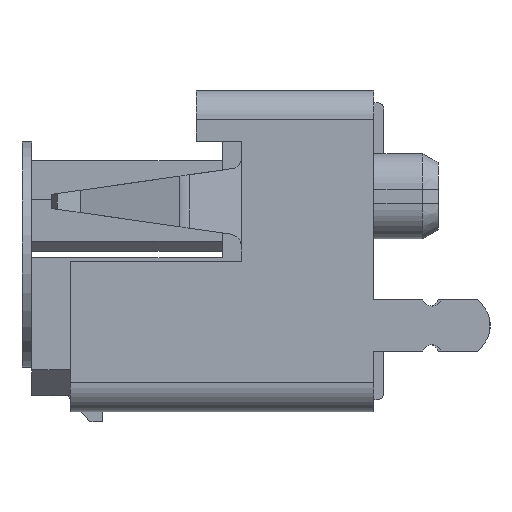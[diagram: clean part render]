
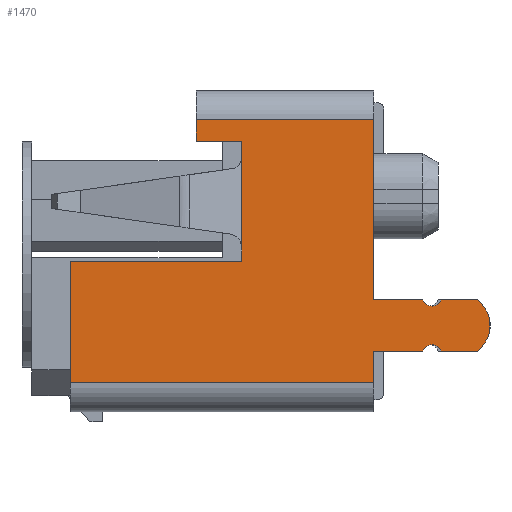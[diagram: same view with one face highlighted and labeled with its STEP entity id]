
A CAD part, left-side view. The second image highlights one B-rep face of the part: STEP entity #1470.
In plain terms, the highlighted planar face has unit normal (-1, 0, 0).
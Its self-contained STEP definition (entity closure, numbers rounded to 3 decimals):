
#1470 = ADVANCED_FACE( '', ( #3544 ), #3545, .F. );
#3544 = FACE_OUTER_BOUND( '', #6235, .T. );
#3545 = PLANE( '', #6236 );
#6235 = EDGE_LOOP( '', ( #10618, #10619, #10620, #10621, #10622, #10623, #10624, #10625, #10626, #10627, #10628, #10629, #10630, #10631, #10632, #10633, #10634, #10635 ) );
#6236 = AXIS2_PLACEMENT_3D( '', #10636, #10637, #10638 );
#10618 = ORIENTED_EDGE( '', *, *, #18480, .F. );
#10619 = ORIENTED_EDGE( '', *, *, #18481, .T. );
#10620 = ORIENTED_EDGE( '', *, *, #18257, .T. );
#10621 = ORIENTED_EDGE( '', *, *, #18482, .T. );
#10622 = ORIENTED_EDGE( '', *, *, #18483, .T. );
#10623 = ORIENTED_EDGE( '', *, *, #18484, .T. );
#10624 = ORIENTED_EDGE( '', *, *, #18485, .F. );
#10625 = ORIENTED_EDGE( '', *, *, #18143, .T. );
#10626 = ORIENTED_EDGE( '', *, *, #17574, .T. );
#10627 = ORIENTED_EDGE( '', *, *, #18486, .F. );
#10628 = ORIENTED_EDGE( '', *, *, #18487, .T. );
#10629 = ORIENTED_EDGE( '', *, *, #18488, .F. );
#10630 = ORIENTED_EDGE( '', *, *, #18489, .F. );
#10631 = ORIENTED_EDGE( '', *, *, #18490, .F. );
#10632 = ORIENTED_EDGE( '', *, *, #18491, .T. );
#10633 = ORIENTED_EDGE( '', *, *, #18492, .F. );
#10634 = ORIENTED_EDGE( '', *, *, #17570, .T. );
#10635 = ORIENTED_EDGE( '', *, *, #18356, .F. );
#10636 = CARTESIAN_POINT( '', ( -5.075, 4.7, -2.04 ) );
#10637 = DIRECTION( '', ( 1., 0., 0. ) );
#10638 = DIRECTION( '', ( 0., 0., -1. ) );
#17570 = EDGE_CURVE( '', #21575, #21573, #21576, .T. );
#17574 = EDGE_CURVE( '', #21583, #21581, #21584, .T. );
#18143 = EDGE_CURVE( '', #22540, #21583, #22541, .T. );
#18257 = EDGE_CURVE( '', #22719, #22716, #22720, .T. );
#18356 = EDGE_CURVE( '', #22868, #21573, #22871, .T. );
#18480 = EDGE_CURVE( '', #23076, #22868, #23077, .T. );
#18481 = EDGE_CURVE( '', #23076, #22719, #23078, .T. );
#18482 = EDGE_CURVE( '', #22716, #23079, #23080, .T. );
#18483 = EDGE_CURVE( '', #23079, #23081, #23082, .T. );
#18484 = EDGE_CURVE( '', #23081, #23083, #23084, .T. );
#18485 = EDGE_CURVE( '', #22540, #23083, #23085, .T. );
#18486 = EDGE_CURVE( '', #23086, #21581, #23087, .T. );
#18487 = EDGE_CURVE( '', #23086, #23088, #23089, .T. );
#18488 = EDGE_CURVE( '', #23090, #23088, #23091, .T. );
#18489 = EDGE_CURVE( '', #23092, #23090, #23093, .T. );
#18490 = EDGE_CURVE( '', #23094, #23092, #23095, .T. );
#18491 = EDGE_CURVE( '', #23094, #23096, #23097, .T. );
#18492 = EDGE_CURVE( '', #21575, #23096, #23098, .T. );
#21573 = VERTEX_POINT( '', #27223 );
#21575 = VERTEX_POINT( '', #27225 );
#21576 = LINE( '', #27226, #27227 );
#21581 = VERTEX_POINT( '', #27234 );
#21583 = VERTEX_POINT( '', #27237 );
#21584 = LINE( '', #27238, #27239 );
#22540 = VERTEX_POINT( '', #28608 );
#22541 = LINE( '', #28609, #28610 );
#22716 = VERTEX_POINT( '', #28861 );
#22719 = VERTEX_POINT( '', #28865 );
#22720 = LINE( '', #28866, #28867 );
#22868 = VERTEX_POINT( '', #29085 );
#22871 = LINE( '', #29088, #29089 );
#23076 = VERTEX_POINT( '', #29373 );
#23077 = LINE( '', #29374, #29375 );
#23078 = LINE( '', #29376, #29377 );
#23079 = VERTEX_POINT( '', #29378 );
#23080 = LINE( '', #29379, #29380 );
#23081 = VERTEX_POINT( '', #29381 );
#23082 = LINE( '', #29382, #29383 );
#23083 = VERTEX_POINT( '', #29384 );
#23084 = LINE( '', #29385, #29386 );
#23085 = LINE( '', #29387, #29388 );
#23086 = VERTEX_POINT( '', #29389 );
#23087 = LINE( '', #29390, #29391 );
#23088 = VERTEX_POINT( '', #29392 );
#23089 = CIRCLE( '', #29393, 0.163 );
#23090 = VERTEX_POINT( '', #29394 );
#23091 = LINE( '', #29395, #29396 );
#23092 = VERTEX_POINT( '', #29397 );
#23093 = CIRCLE( '', #29398, 0.5 );
#23094 = VERTEX_POINT( '', #29399 );
#23095 = LINE( '', #29400, #29401 );
#23096 = VERTEX_POINT( '', #29402 );
#23097 = CIRCLE( '', #29403, 0.163 );
#23098 = LINE( '', #29404, #29405 );
#27223 = CARTESIAN_POINT( '', ( -5.075, 0., 2.04 ) );
#27225 = CARTESIAN_POINT( '', ( -5.075, 0., -0.75 ) );
#27226 = CARTESIAN_POINT( '', ( -5.075, 0., -2.04 ) );
#27227 = VECTOR( '', #33866, 1000. );
#27234 = CARTESIAN_POINT( '', ( -5.075, 0., -1.55 ) );
#27237 = CARTESIAN_POINT( '', ( -5.075, 0., -2.04 ) );
#27238 = CARTESIAN_POINT( '', ( -5.075, 0., -2.04 ) );
#27239 = VECTOR( '', #33870, 1000. );
#28608 = CARTESIAN_POINT( '', ( -5.075, 4.7, -2.04 ) );
#28609 = CARTESIAN_POINT( '', ( -5.075, 4.7, -2.04 ) );
#28610 = VECTOR( '', #34464, 1000. );
#28861 = CARTESIAN_POINT( '', ( -5.075, 2.05, 1.447 ) );
#28865 = CARTESIAN_POINT( '', ( -5.075, 2.05, 1.7 ) );
#28866 = CARTESIAN_POINT( '', ( -5.075, 2.05, 1.7 ) );
#28867 = VECTOR( '', #34578, 1000. );
#29085 = CARTESIAN_POINT( '', ( -5.075, 2.75, 2.04 ) );
#29088 = CARTESIAN_POINT( '', ( -5.075, 4.7, 2.04 ) );
#29089 = VECTOR( '', #34667, 1000. );
#29373 = CARTESIAN_POINT( '', ( -5.075, 2.75, 1.7 ) );
#29374 = CARTESIAN_POINT( '', ( -5.075, 2.75, -2.04 ) );
#29375 = VECTOR( '', #34813, 1000. );
#29376 = CARTESIAN_POINT( '', ( -5.075, 2.75, 1.7 ) );
#29377 = VECTOR( '', #34814, 1000. );
#29378 = CARTESIAN_POINT( '', ( -5.075, 2.05, 0.067 ) );
#29379 = CARTESIAN_POINT( '', ( -5.075, 2.05, 1.45 ) );
#29380 = VECTOR( '', #34815, 1000. );
#29381 = CARTESIAN_POINT( '', ( -5.075, 2.05, -0.16 ) );
#29382 = CARTESIAN_POINT( '', ( -5.075, 2.05, 1.7 ) );
#29383 = VECTOR( '', #34816, 1000. );
#29384 = CARTESIAN_POINT( '', ( -5.075, 4.7, -0.16 ) );
#29385 = CARTESIAN_POINT( '', ( -5.075, 2.05, -0.16 ) );
#29386 = VECTOR( '', #34817, 1000. );
#29387 = CARTESIAN_POINT( '', ( -5.075, 4.7, -2.04 ) );
#29388 = VECTOR( '', #34818, 1000. );
#29389 = CARTESIAN_POINT( '', ( -5.075, -0.75, -1.55 ) );
#29390 = CARTESIAN_POINT( '', ( -5.075, -0.75, -1.55 ) );
#29391 = VECTOR( '', #34819, 1000. );
#29392 = CARTESIAN_POINT( '', ( -5.075, -1.05, -1.55 ) );
#29393 = AXIS2_PLACEMENT_3D( '', #34820, #34821, #34822 );
#29394 = CARTESIAN_POINT( '', ( -5.075, -1.6, -1.55 ) );
#29395 = CARTESIAN_POINT( '', ( -5.075, -1.6, -1.55 ) );
#29396 = VECTOR( '', #34823, 1000. );
#29397 = CARTESIAN_POINT( '', ( -5.075, -1.6, -0.75 ) );
#29398 = AXIS2_PLACEMENT_3D( '', #34824, #34825, #34826 );
#29399 = CARTESIAN_POINT( '', ( -5.075, -1.05, -0.75 ) );
#29400 = CARTESIAN_POINT( '', ( -5.075, -1.05, -0.75 ) );
#29401 = VECTOR( '', #34827, 1000. );
#29402 = CARTESIAN_POINT( '', ( -5.075, -0.75, -0.75 ) );
#29403 = AXIS2_PLACEMENT_3D( '', #34828, #34829, #34830 );
#29404 = CARTESIAN_POINT( '', ( -5.075, 0., -0.75 ) );
#29405 = VECTOR( '', #34831, 1000. );
#33866 = DIRECTION( '', ( 0., 0., 1. ) );
#33870 = DIRECTION( '', ( 0., 0., 1. ) );
#34464 = DIRECTION( '', ( 0., -1., 0. ) );
#34578 = DIRECTION( '', ( 0., 0., -1. ) );
#34667 = DIRECTION( '', ( 0., -1., 0. ) );
#34813 = DIRECTION( '', ( 0., 0., 1. ) );
#34814 = DIRECTION( '', ( 0., -1., 0. ) );
#34815 = DIRECTION( '', ( 0., 0., -1. ) );
#34816 = DIRECTION( '', ( 0., 0., -1. ) );
#34817 = DIRECTION( '', ( 0., 1., 0. ) );
#34818 = DIRECTION( '', ( 0., 0., 1. ) );
#34819 = DIRECTION( '', ( 0., 1., 0. ) );
#34820 = CARTESIAN_POINT( '', ( -5.075, -0.9, -1.613 ) );
#34821 = DIRECTION( '', ( 1., 0., 0. ) );
#34822 = DIRECTION( '', ( 0., 0., -1. ) );
#34823 = DIRECTION( '', ( 0., 1., 0. ) );
#34824 = CARTESIAN_POINT( '', ( -5.075, -1.3, -1.15 ) );
#34825 = DIRECTION( '', ( 1., 0., 0. ) );
#34826 = DIRECTION( '', ( 0., 0., -1. ) );
#34827 = DIRECTION( '', ( 0., -1., 0. ) );
#34828 = CARTESIAN_POINT( '', ( -5.075, -0.9, -0.688 ) );
#34829 = DIRECTION( '', ( 1., 0., 0. ) );
#34830 = DIRECTION( '', ( 0., 0., -1. ) );
#34831 = DIRECTION( '', ( 0., -1., 0. ) );
